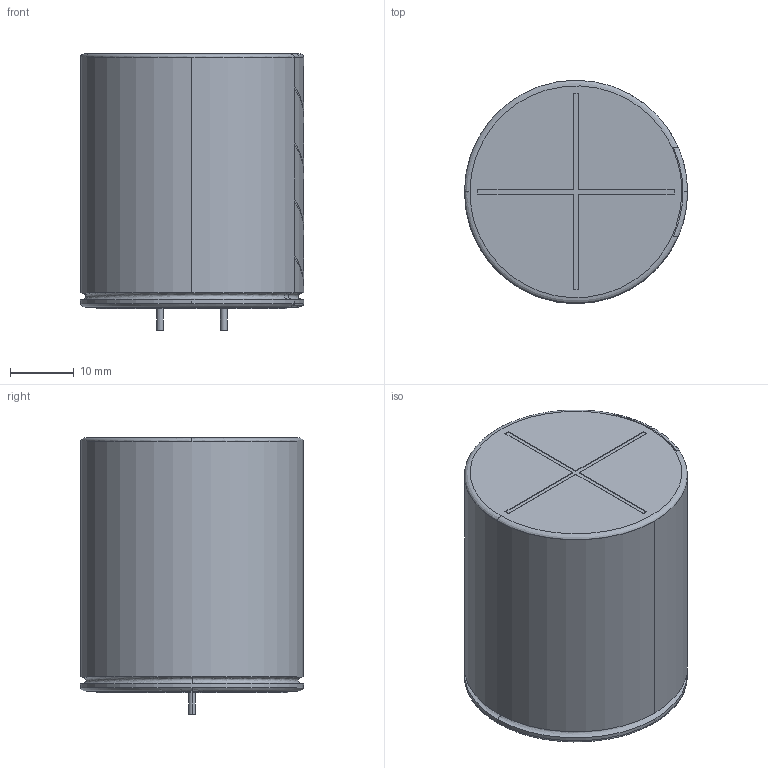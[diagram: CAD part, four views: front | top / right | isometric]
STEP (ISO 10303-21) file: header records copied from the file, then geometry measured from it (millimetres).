
FILE_DESCRIPTION (( 'STEP AP214' ), '1' );
FILE_NAME ('8502D33F-A2D8-4F14-8871-D9945B8C0D17.STEP', '2023-11-16T12:33:42', ( '' ), ( '' ), 'SwSTEP 2.0', 'SolidWorks 2022', '' );
FILE_SCHEMA (( 'AUTOMOTIVE_DESIGN' ));
Length unit declared in the file: millimetre
Products named in the file (1): 8502D33F-A2D8-4F14-8871-D9945B8C0D17
Bounding box: 35.02 x 35 x 43.44 mm (x, y, z)
Volume: 38286.5 mm3; surface area: 6457.1 mm2
Topology: 1 solids, 1 shells, 106 faces, 274 edges, 182 vertices
Faces by surface type: plane 57, cylinder 27, bspline 20, cone 2
Entity records: 5315 total; most frequent: CARTESIAN_POINT 2239, ORIENTED_EDGE 548, DIRECTION 430, EDGE_CURVE 274, VERTEX_POINT 182, LINE 148, VECTOR 148, AXIS2_PLACEMENT_3D 141
